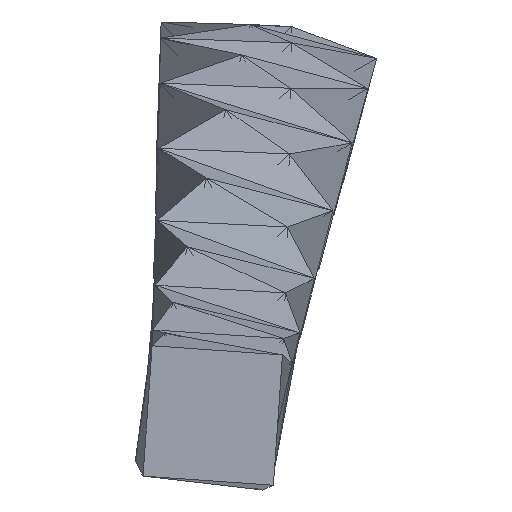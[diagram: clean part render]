
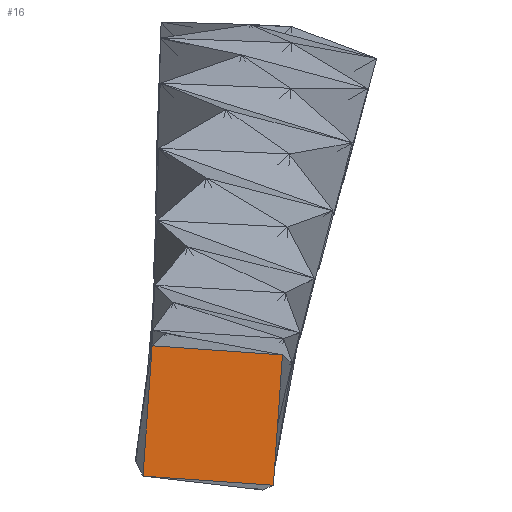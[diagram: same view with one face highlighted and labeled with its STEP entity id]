
A CAD part, left-side view. The second image highlights one B-rep face of the part: STEP entity #16.
In plain terms, the highlighted planar face has unit normal (-1, 0, 0).
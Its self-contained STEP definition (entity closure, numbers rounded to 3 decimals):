
#16=ADVANCED_FACE('',(#578),#6230,.T.);
#578=FACE_OUTER_BOUND('',#1140,.T.);
#1140=EDGE_LOOP('',(#1705,#1706,#1707,#1708));
#1705=ORIENTED_EDGE('',*,*,#3738,.F.);
#1706=ORIENTED_EDGE('',*,*,#3739,.F.);
#1707=ORIENTED_EDGE('',*,*,#3740,.F.);
#1708=ORIENTED_EDGE('',*,*,#3737,.F.);
#3737=EDGE_CURVE('',#5769,#5772,#4753,.T.);
#3738=EDGE_CURVE('',#5770,#5769,#4754,.T.);
#3739=EDGE_CURVE('',#5771,#5770,#4755,.T.);
#3740=EDGE_CURVE('',#5772,#5771,#4756,.T.);
#4753=B_SPLINE_CURVE_WITH_KNOTS('',1,(#8999,#9000),.UNSPECIFIED.,.F.,.F.,
(2,2),(6.,8.),.UNSPECIFIED.);
#4754=B_SPLINE_CURVE_WITH_KNOTS('',1,(#9001,#9002),.UNSPECIFIED.,.F.,.F.,
(2,2),(12.,14.),.UNSPECIFIED.);
#4755=B_SPLINE_CURVE_WITH_KNOTS('',1,(#9003,#9004),.UNSPECIFIED.,.F.,.F.,
(2,2),(10.,12.),.UNSPECIFIED.);
#4756=B_SPLINE_CURVE_WITH_KNOTS('',1,(#9005,#9006),.UNSPECIFIED.,.F.,.F.,
(2,2),(8.,10.),.UNSPECIFIED.);
#5769=VERTEX_POINT('',#8539);
#5770=VERTEX_POINT('',#8540);
#5771=VERTEX_POINT('',#8541);
#5772=VERTEX_POINT('',#8542);
#6230=PLANE('',#6804);
#6804=AXIS2_PLACEMENT_3D('',#7918,#7361,$);
#7361=DIRECTION('',(-1.,0.,0.));
#7918=CARTESIAN_POINT('',(-36.357,70.927,1.08));
#8539=CARTESIAN_POINT('',(-36.357,71.067,-0.916));
#8540=CARTESIAN_POINT('',(-36.357,69.071,-1.055));
#8541=CARTESIAN_POINT('',(-36.357,68.932,0.94));
#8542=CARTESIAN_POINT('',(-36.357,70.927,1.08));
#8999=CARTESIAN_POINT('',(-36.357,71.067,-0.916));
#9000=CARTESIAN_POINT('',(-36.357,70.927,1.08));
#9001=CARTESIAN_POINT('',(-36.357,69.071,-1.055));
#9002=CARTESIAN_POINT('',(-36.357,71.067,-0.916));
#9003=CARTESIAN_POINT('',(-36.357,68.932,0.94));
#9004=CARTESIAN_POINT('',(-36.357,69.071,-1.055));
#9005=CARTESIAN_POINT('',(-36.357,70.927,1.08));
#9006=CARTESIAN_POINT('',(-36.357,68.932,0.94));
